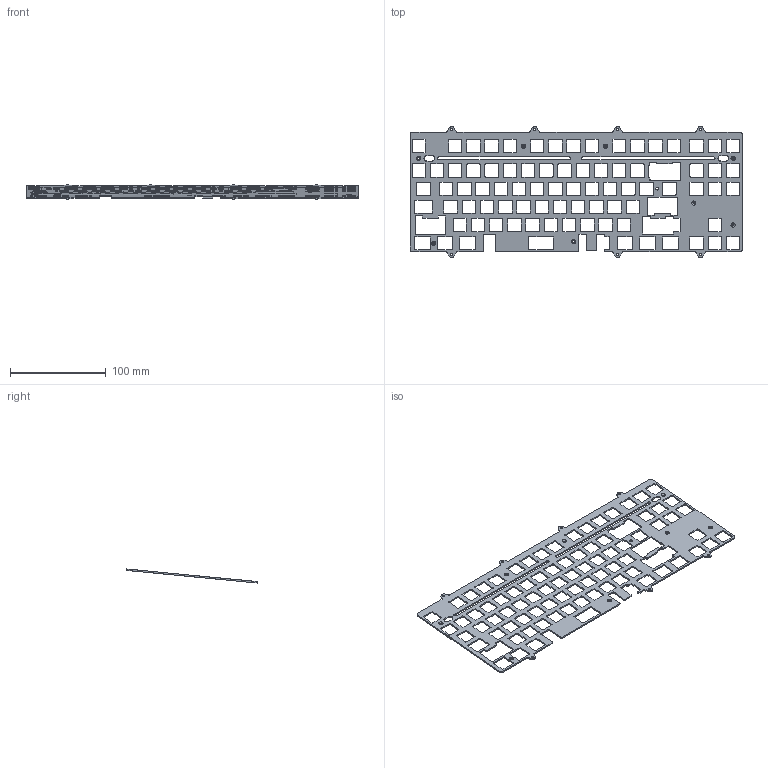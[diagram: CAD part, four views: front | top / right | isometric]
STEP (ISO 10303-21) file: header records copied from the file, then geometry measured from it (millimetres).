
FILE_DESCRIPTION(/* description */ (''),/* implementation_level */ '2;1');
FILE_NAME(/* name */ 'Mode_80_Plate_8_ANSIFULL.step',/* time_stamp */ '2021-08-31T20:11:09-04:00',/* author */ (''),/* organization */ (''),/* preprocessor_version */ 'ST-DEVELOPER v18.1',/* originating_system */ 'Autodesk Translation Framework v10.10.0.1391',/* authorisation */ '');
FILE_SCHEMA (('AUTOMOTIVE_DESIGN { 1 0 10303 214 3 1 1 }'));
Length unit declared in the file: millimetre
Products named in the file (4): EightyV2; InternalAssembly; Mode_80_Plate_8_ANSIFULL; Mode1Plate_Switches (1)
Assembly tree (3 placements, depth 4):
  EightyV2
    InternalAssembly
      Mode_80_Plate_8_ANSIFULL
        Mode1Plate_Switches (1)
Bounding box: 347.14 x 136.99 x 14.67 mm (x, y, z)
Volume: 34966 mm3; surface area: 56934.7 mm2
Topology: 1 solids, 1 shells, 863 faces, 2575 edges, 1714 vertices
Faces by surface type: cylinder 436, plane 419, cone 8
Full cylindrical faces by diameter (mm): 2.2 x15, 2.6 x1
Entity records: 29758 total; most frequent: DIRECTION 5195, CARTESIAN_POINT 5159, ORIENTED_EDGE 5150, EDGE_CURVE 2575, AXIS2_PLACEMENT_3D 1750, VERTEX_POINT 1714, LINE 1695, VECTOR 1695
